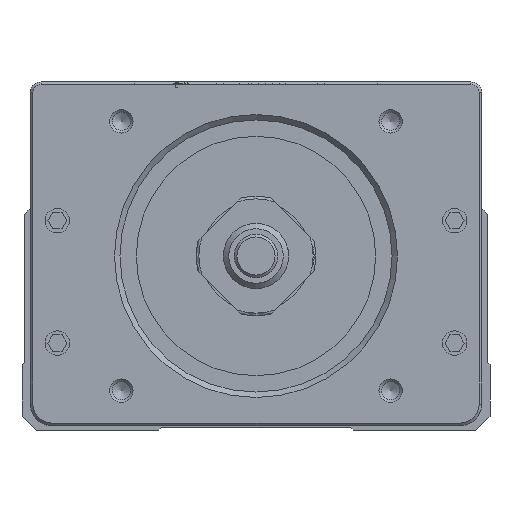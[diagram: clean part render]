
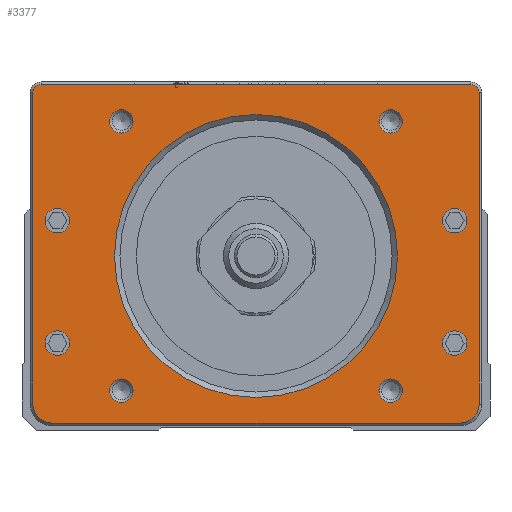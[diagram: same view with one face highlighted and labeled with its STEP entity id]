
A CAD part, front view. The second image highlights one B-rep face of the part: STEP entity #3377.
In plain terms, the highlighted planar face has unit normal (0, -1, 0).
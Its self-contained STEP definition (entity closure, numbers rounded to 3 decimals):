
#1291=FACE_BOUND('',#7134,.T.);
#1292=FACE_BOUND('',#7135,.T.);
#1293=FACE_BOUND('',#7136,.T.);
#1294=FACE_BOUND('',#7137,.T.);
#1295=FACE_BOUND('',#7138,.T.);
#1296=FACE_BOUND('',#7139,.T.);
#1297=FACE_BOUND('',#7140,.T.);
#1298=FACE_BOUND('',#7141,.T.);
#1299=FACE_BOUND('',#7142,.T.);
#1300=FACE_BOUND('',#7143,.T.);
#2225=CIRCLE('',#27596,2.15);
#2226=CIRCLE('',#27597,2.15);
#2227=CIRCLE('',#27598,2.15);
#2228=CIRCLE('',#27599,2.15);
#2229=CIRCLE('',#27600,26.);
#2230=CIRCLE('',#27601,1.5);
#2231=CIRCLE('',#27602,1.5);
#2232=CIRCLE('',#27603,3.5);
#2233=CIRCLE('',#27604,3.5);
#2234=CIRCLE('',#27605,2.25);
#2235=CIRCLE('',#27606,2.25);
#2236=CIRCLE('',#27607,2.25);
#2237=CIRCLE('',#27608,2.25);
#3377=ADVANCED_FACE('',(#1291,#1292,#1293,#1294,#1295,#1296,#1297,#1298,
#1299,#1300),#4569,.F.);
#4569=PLANE('',#27609);
#7134=EDGE_LOOP('',(#12584));
#7135=EDGE_LOOP('',(#12585));
#7136=EDGE_LOOP('',(#12586));
#7137=EDGE_LOOP('',(#12587));
#7138=EDGE_LOOP('',(#12588));
#7139=EDGE_LOOP('',(#12589,#12590,#12591,#12592,#12593,#12594,#12595,#12596));
#7140=EDGE_LOOP('',(#12597));
#7141=EDGE_LOOP('',(#12598));
#7142=EDGE_LOOP('',(#12599));
#7143=EDGE_LOOP('',(#12600));
#12584=ORIENTED_EDGE('',*,*,#20064,.T.);
#12585=ORIENTED_EDGE('',*,*,#20065,.T.);
#12586=ORIENTED_EDGE('',*,*,#20066,.T.);
#12587=ORIENTED_EDGE('',*,*,#20067,.T.);
#12588=ORIENTED_EDGE('',*,*,#20068,.T.);
#12589=ORIENTED_EDGE('',*,*,#20069,.T.);
#12590=ORIENTED_EDGE('',*,*,#20070,.T.);
#12591=ORIENTED_EDGE('',*,*,#20071,.T.);
#12592=ORIENTED_EDGE('',*,*,#20072,.T.);
#12593=ORIENTED_EDGE('',*,*,#20073,.T.);
#12594=ORIENTED_EDGE('',*,*,#20074,.T.);
#12595=ORIENTED_EDGE('',*,*,#20075,.T.);
#12596=ORIENTED_EDGE('',*,*,#20076,.T.);
#12597=ORIENTED_EDGE('',*,*,#20077,.T.);
#12598=ORIENTED_EDGE('',*,*,#20078,.T.);
#12599=ORIENTED_EDGE('',*,*,#20079,.T.);
#12600=ORIENTED_EDGE('',*,*,#20080,.T.);
#16866=VERTEX_POINT('',#42301);
#16867=VERTEX_POINT('',#42303);
#16868=VERTEX_POINT('',#42305);
#16869=VERTEX_POINT('',#42307);
#16870=VERTEX_POINT('',#42309);
#16871=VERTEX_POINT('',#42311);
#16872=VERTEX_POINT('',#42312);
#16873=VERTEX_POINT('',#42314);
#16874=VERTEX_POINT('',#42316);
#16875=VERTEX_POINT('',#42318);
#16876=VERTEX_POINT('',#42320);
#16877=VERTEX_POINT('',#42322);
#16878=VERTEX_POINT('',#42324);
#16879=VERTEX_POINT('',#42327);
#16880=VERTEX_POINT('',#42329);
#16881=VERTEX_POINT('',#42331);
#16882=VERTEX_POINT('',#42333);
#20064=EDGE_CURVE('',#16866,#16866,#2225,.T.);
#20065=EDGE_CURVE('',#16867,#16867,#2226,.T.);
#20066=EDGE_CURVE('',#16868,#16868,#2227,.T.);
#20067=EDGE_CURVE('',#16869,#16869,#2228,.T.);
#20068=EDGE_CURVE('',#16870,#16870,#2229,.T.);
#20069=EDGE_CURVE('',#16871,#16872,#22948,.T.);
#20070=EDGE_CURVE('',#16872,#16873,#2230,.T.);
#20071=EDGE_CURVE('',#16873,#16874,#22949,.T.);
#20072=EDGE_CURVE('',#16874,#16875,#2231,.T.);
#20073=EDGE_CURVE('',#16875,#16876,#22950,.T.);
#20074=EDGE_CURVE('',#16876,#16877,#2232,.T.);
#20075=EDGE_CURVE('',#16877,#16878,#22951,.T.);
#20076=EDGE_CURVE('',#16878,#16871,#2233,.T.);
#20077=EDGE_CURVE('',#16879,#16879,#2234,.T.);
#20078=EDGE_CURVE('',#16880,#16880,#2235,.T.);
#20079=EDGE_CURVE('',#16881,#16881,#2236,.T.);
#20080=EDGE_CURVE('',#16882,#16882,#2237,.T.);
#22948=LINE('',#42310,#25471);
#22949=LINE('',#42315,#25472);
#22950=LINE('',#42319,#25473);
#22951=LINE('',#42323,#25474);
#25471=VECTOR('',#33026,1.);
#25472=VECTOR('',#33029,1.);
#25473=VECTOR('',#33032,1.);
#25474=VECTOR('',#33035,1.);
#27596=AXIS2_PLACEMENT_3D('',#42300,#33016,#33017);
#27597=AXIS2_PLACEMENT_3D('',#42302,#33018,#33019);
#27598=AXIS2_PLACEMENT_3D('',#42304,#33020,#33021);
#27599=AXIS2_PLACEMENT_3D('',#42306,#33022,#33023);
#27600=AXIS2_PLACEMENT_3D('',#42308,#33024,#33025);
#27601=AXIS2_PLACEMENT_3D('',#42313,#33027,#33028);
#27602=AXIS2_PLACEMENT_3D('',#42317,#33030,#33031);
#27603=AXIS2_PLACEMENT_3D('',#42321,#33033,#33034);
#27604=AXIS2_PLACEMENT_3D('',#42325,#33036,#33037);
#27605=AXIS2_PLACEMENT_3D('',#42326,#33038,#33039);
#27606=AXIS2_PLACEMENT_3D('',#42328,#33040,#33041);
#27607=AXIS2_PLACEMENT_3D('',#42330,#33042,#33043);
#27608=AXIS2_PLACEMENT_3D('',#42332,#33044,#33045);
#27609=AXIS2_PLACEMENT_3D('',#42334,#33046,#33047);
#33016=DIRECTION('',(0.,1.,0.));
#33017=DIRECTION('',(0.,0.,1.));
#33018=DIRECTION('',(0.,1.,0.));
#33019=DIRECTION('',(0.,0.,1.));
#33020=DIRECTION('',(0.,1.,0.));
#33021=DIRECTION('',(0.,0.,1.));
#33022=DIRECTION('',(0.,1.,0.));
#33023=DIRECTION('',(0.,0.,1.));
#33024=DIRECTION('',(0.,1.,0.));
#33025=DIRECTION('',(0.,0.,1.));
#33026=DIRECTION('',(0.,0.,1.));
#33027=DIRECTION('',(0.,-1.,0.));
#33028=DIRECTION('',(0.,0.,1.));
#33029=DIRECTION('',(-1.,0.,0.));
#33030=DIRECTION('',(0.,-1.,0.));
#33031=DIRECTION('',(0.,0.,1.));
#33032=DIRECTION('',(0.,0.,-1.));
#33033=DIRECTION('',(0.,-1.,0.));
#33034=DIRECTION('',(0.,0.,1.));
#33035=DIRECTION('',(1.,0.,0.));
#33036=DIRECTION('',(0.,-1.,0.));
#33037=DIRECTION('',(0.,0.,1.));
#33038=DIRECTION('',(0.,1.,0.));
#33039=DIRECTION('',(0.,0.,1.));
#33040=DIRECTION('',(0.,1.,0.));
#33041=DIRECTION('',(0.,0.,1.));
#33042=DIRECTION('',(0.,1.,0.));
#33043=DIRECTION('',(0.,0.,1.));
#33044=DIRECTION('',(0.,1.,0.));
#33045=DIRECTION('',(0.,0.,1.));
#33046=DIRECTION('',(0.,1.,0.));
#33047=DIRECTION('',(0.,0.,-1.));
#42300=CARTESIAN_POINT('',(-24.749,-236.633,7.251));
#42301=CARTESIAN_POINT('',(-24.749,-236.633,9.401));
#42302=CARTESIAN_POINT('',(24.749,-236.633,56.749));
#42303=CARTESIAN_POINT('',(24.749,-236.633,58.899));
#42304=CARTESIAN_POINT('',(-24.749,-236.633,56.749));
#42305=CARTESIAN_POINT('',(-24.749,-236.633,58.899));
#42306=CARTESIAN_POINT('',(24.749,-236.633,7.251));
#42307=CARTESIAN_POINT('',(24.749,-236.633,9.401));
#42308=CARTESIAN_POINT('',(0.,-236.633,32.));
#42309=CARTESIAN_POINT('',(0.,-236.633,58.));
#42310=CARTESIAN_POINT('',(41.,-236.633,60.));
#42311=CARTESIAN_POINT('',(41.,-236.633,4.8));
#42312=CARTESIAN_POINT('',(41.,-236.633,62.));
#42313=CARTESIAN_POINT('',(39.5,-236.633,62.));
#42314=CARTESIAN_POINT('',(39.5,-236.633,63.5));
#42315=CARTESIAN_POINT('',(39.,-236.633,63.5));
#42316=CARTESIAN_POINT('',(-39.5,-236.633,63.5));
#42317=CARTESIAN_POINT('',(-39.5,-236.633,62.));
#42318=CARTESIAN_POINT('',(-41.,-236.633,62.));
#42319=CARTESIAN_POINT('',(-41.,-236.633,60.));
#42320=CARTESIAN_POINT('',(-41.,-236.633,4.8));
#42321=CARTESIAN_POINT('',(-37.5,-236.633,4.8));
#42322=CARTESIAN_POINT('',(-37.5,-236.633,1.3));
#42323=CARTESIAN_POINT('',(39.,-236.633,1.3));
#42324=CARTESIAN_POINT('',(37.5,-236.633,1.3));
#42325=CARTESIAN_POINT('',(37.5,-236.633,4.8));
#42326=CARTESIAN_POINT('',(-36.5,-236.633,38.5));
#42327=CARTESIAN_POINT('',(-36.5,-236.633,40.75));
#42328=CARTESIAN_POINT('',(-36.5,-236.633,16.));
#42329=CARTESIAN_POINT('',(-36.5,-236.633,18.25));
#42330=CARTESIAN_POINT('',(36.5,-236.633,38.5));
#42331=CARTESIAN_POINT('',(36.5,-236.633,40.75));
#42332=CARTESIAN_POINT('',(36.5,-236.633,16.));
#42333=CARTESIAN_POINT('',(36.5,-236.633,18.25));
#42334=CARTESIAN_POINT('',(39.,-236.633,60.));
